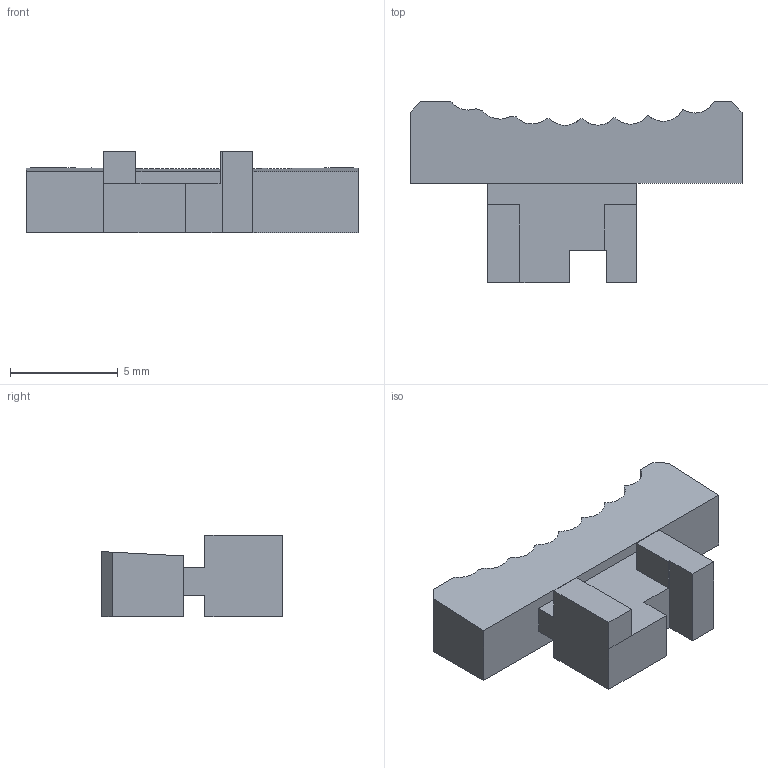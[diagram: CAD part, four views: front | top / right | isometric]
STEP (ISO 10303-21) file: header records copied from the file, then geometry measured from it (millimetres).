
FILE_DESCRIPTION(/* description */ (''),/* implementation_level */ '2;1');
FILE_NAME(/* name */ 'Giagia button v4.step',/* time_stamp */ '2022-05-31T16:23:16+03:00',/* author */ (''),/* organization */ (''),/* preprocessor_version */ 'ST-DEVELOPER v19',/* originating_system */ 'Autodesk Translation Framework v11.7.0.108',/* authorisation */ '');
FILE_SCHEMA (('AUTOMOTIVE_DESIGN { 1 0 10303 214 3 1 1 }'));
Length unit declared in the file: millimetre
Products named in the file (1): Giagia button
Bounding box: 15.4 x 8.4 x 3.8 mm (x, y, z)
Volume: 218.6 mm3; surface area: 341.5 mm2
Topology: 1 solids, 1 shells, 41 faces, 113 edges, 75 vertices
Faces by surface type: plane 27, cylinder 8, bspline 6
Entity records: 1799 total; most frequent: CARTESIAN_POINT 779, ORIENTED_EDGE 226, DIRECTION 177, EDGE_CURVE 113, VERTEX_POINT 75, LINE 73, VECTOR 73, AXIS2_PLACEMENT_3D 52
